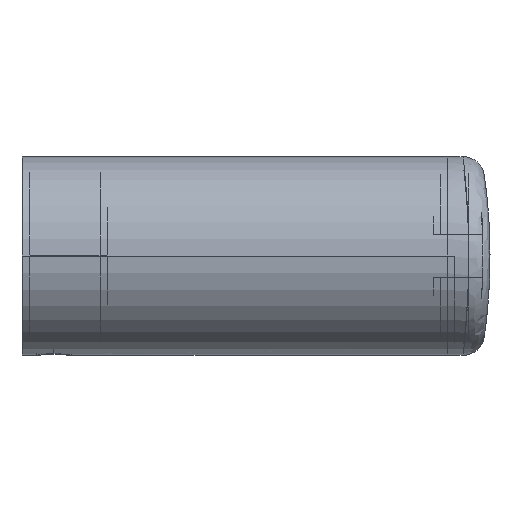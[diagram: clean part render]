
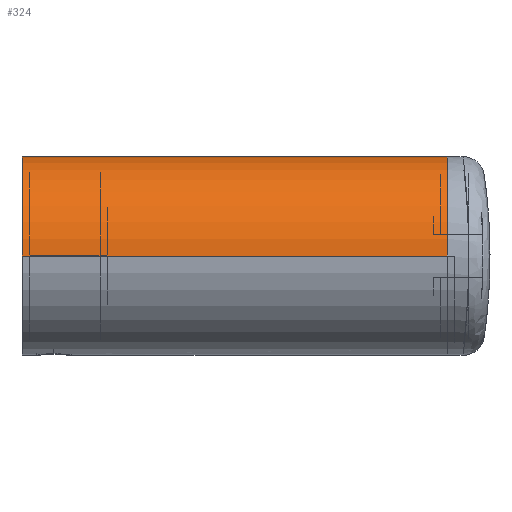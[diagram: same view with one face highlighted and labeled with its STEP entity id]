
A CAD part, left-side view. The second image highlights one B-rep face of the part: STEP entity #324.
In plain terms, the highlighted cylindrical face has radius 14 mm (diameter 28 mm), a partial arc.
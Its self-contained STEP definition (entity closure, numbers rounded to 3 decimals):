
#118=CARTESIAN_POINT('',(0.,0.,0.));
#119=DIRECTION('',(0.,1.,0.));
#120=DIRECTION('',(-1.,0.,0.));
#121=AXIS2_PLACEMENT_3D('',#118,#119,#120);
#133=DIRECTION('',(0.,1.,0.));
#134=VECTOR('',#133,60.);
#135=CARTESIAN_POINT('',(14.,0.,0.));
#136=LINE('',#135,#134);
#175=DIRECTION('',(0.,1.,0.));
#176=VECTOR('',#175,60.);
#177=CARTESIAN_POINT('',(-14.,0.,0.));
#178=LINE('',#177,#176);
#184=CARTESIAN_POINT('',(0.,60.,0.));
#185=DIRECTION('',(0.,1.,0.));
#186=DIRECTION('',(-1.,0.,0.));
#187=AXIS2_PLACEMENT_3D('',#184,#185,#186);
#253=CARTESIAN_POINT('',(14.,0.,0.));
#254=CARTESIAN_POINT('',(-14.,0.,0.));
#255=VERTEX_POINT('',#253);
#256=VERTEX_POINT('',#254);
#261=CARTESIAN_POINT('',(14.,60.,0.));
#262=CARTESIAN_POINT('',(-14.,60.,0.));
#263=VERTEX_POINT('',#261);
#264=VERTEX_POINT('',#262);
#312=CARTESIAN_POINT('',(0.,0.,0.));
#313=DIRECTION('',(0.,1.,0.));
#314=DIRECTION('',(1.,0.,0.));
#315=AXIS2_PLACEMENT_3D('',#312,#313,#314);
#316=CYLINDRICAL_SURFACE('',#315,14.);
#317=ORIENTED_EDGE('',*,*,#280,.F.);
#318=ORIENTED_EDGE('',*,*,#301,.T.);
#320=ORIENTED_EDGE('',*,*,#319,.T.);
#321=ORIENTED_EDGE('',*,*,#297,.F.);
#322=EDGE_LOOP('',(#317,#318,#320,#321));
#323=FACE_OUTER_BOUND('',#322,.F.);
#324=ADVANCED_FACE('',(#323),#316,.T.);
#122=CIRCLE('',#121,14.);
#188=CIRCLE('',#187,14.);
#280=EDGE_CURVE('',#256,#255,#122,.T.);
#297=EDGE_CURVE('',#255,#263,#136,.T.);
#301=EDGE_CURVE('',#256,#264,#178,.T.);
#319=EDGE_CURVE('',#264,#263,#188,.T.);
